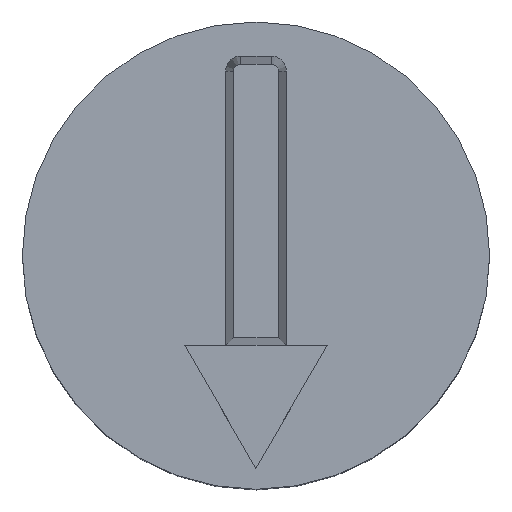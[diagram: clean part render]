
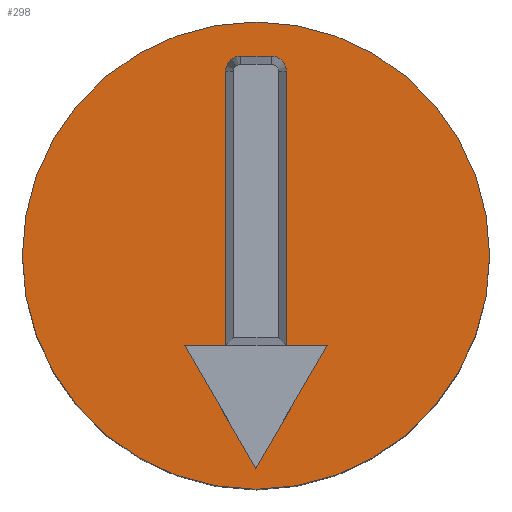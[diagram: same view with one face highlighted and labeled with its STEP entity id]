
A CAD part, top view. The second image highlights one B-rep face of the part: STEP entity #298.
In plain terms, the highlighted planar face has unit normal (0, 0, 1).
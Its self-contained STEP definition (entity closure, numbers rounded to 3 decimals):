
#22=FACE_BOUND('',#61,.T.);
#24=CIRCLE('',#341,2.3);
#25=CIRCLE('',#342,0.15);
#26=CIRCLE('',#343,0.15);
#41=FACE_OUTER_BOUND('',#60,.T.);
#60=EDGE_LOOP('',(#217));
#61=EDGE_LOOP('',(#218,#219,#220,#221,#222,#223,#224,#225,#226));
#77=LINE('',#466,#105);
#81=LINE('',#475,#109);
#83=LINE('',#478,#111);
#86=LINE('',#483,#114);
#88=LINE('',#490,#116);
#89=LINE('',#494,#117);
#90=LINE('',#497,#118);
#105=VECTOR('',#372,10.);
#109=VECTOR('',#378,10.);
#111=VECTOR('',#380,10.);
#114=VECTOR('',#385,10.);
#116=VECTOR('',#393,10.);
#117=VECTOR('',#396,10.);
#118=VECTOR('',#399,10.);
#133=VERTEX_POINT('',#464);
#134=VERTEX_POINT('',#465);
#137=VERTEX_POINT('',#473);
#138=VERTEX_POINT('',#474);
#139=VERTEX_POINT('',#476);
#141=VERTEX_POINT('',#487);
#142=VERTEX_POINT('',#489);
#143=VERTEX_POINT('',#491);
#144=VERTEX_POINT('',#493);
#145=VERTEX_POINT('',#495);
#159=EDGE_CURVE('',#133,#134,#77,.T.);
#163=EDGE_CURVE('',#137,#138,#81,.T.);
#165=EDGE_CURVE('',#134,#139,#83,.T.);
#168=EDGE_CURVE('',#138,#133,#86,.T.);
#170=EDGE_CURVE('',#141,#141,#24,.T.);
#171=EDGE_CURVE('',#139,#142,#88,.T.);
#172=EDGE_CURVE('',#142,#143,#25,.T.);
#173=EDGE_CURVE('',#143,#144,#89,.T.);
#174=EDGE_CURVE('',#144,#145,#26,.T.);
#175=EDGE_CURVE('',#145,#137,#90,.T.);
#217=ORIENTED_EDGE('',*,*,#170,.F.);
#218=ORIENTED_EDGE('',*,*,#163,.T.);
#219=ORIENTED_EDGE('',*,*,#168,.T.);
#220=ORIENTED_EDGE('',*,*,#159,.T.);
#221=ORIENTED_EDGE('',*,*,#165,.T.);
#222=ORIENTED_EDGE('',*,*,#171,.T.);
#223=ORIENTED_EDGE('',*,*,#172,.T.);
#224=ORIENTED_EDGE('',*,*,#173,.T.);
#225=ORIENTED_EDGE('',*,*,#174,.T.);
#226=ORIENTED_EDGE('',*,*,#175,.T.);
#286=PLANE('',#340);
#298=ADVANCED_FACE('',(#41,#22),#286,.F.);
#340=AXIS2_PLACEMENT_3D('',#486,#389,#390);
#341=AXIS2_PLACEMENT_3D('',#488,#391,#392);
#342=AXIS2_PLACEMENT_3D('',#492,#394,#395);
#343=AXIS2_PLACEMENT_3D('',#496,#397,#398);
#372=DIRECTION('',(-0.5,0.866,0.));
#378=DIRECTION('',(1.,0.,0.));
#380=DIRECTION('',(1.,0.,0.));
#385=DIRECTION('',(-0.502,-0.865,0.));
#389=DIRECTION('center_axis',(0.,0.,-1.));
#390=DIRECTION('ref_axis',(-1.,0.,0.));
#391=DIRECTION('center_axis',(0.,0.,-1.));
#392=DIRECTION('ref_axis',(-1.,0.,0.));
#393=DIRECTION('',(0.,1.,0.));
#394=DIRECTION('center_axis',(0.,0.,-1.));
#395=DIRECTION('ref_axis',(0.,-1.,0.));
#396=DIRECTION('',(1.,0.,0.));
#397=DIRECTION('center_axis',(0.,0.,-1.));
#398=DIRECTION('ref_axis',(-1.,0.,0.));
#399=DIRECTION('',(0.,-1.,0.));
#464=CARTESIAN_POINT('',(-0.002,-2.094,4.));
#465=CARTESIAN_POINT('',(-0.7,-0.885,4.));
#466=CARTESIAN_POINT('',(-0.804,-0.705,4.));
#473=CARTESIAN_POINT('',(0.3,-0.885,4.));
#474=CARTESIAN_POINT('',(0.7,-0.885,4.));
#475=CARTESIAN_POINT('',(0.35,-0.885,4.));
#476=CARTESIAN_POINT('',(-0.3,-0.885,4.));
#478=CARTESIAN_POINT('',(0.35,-0.885,4.));
#483=CARTESIAN_POINT('',(0.453,-1.311,4.));
#486=CARTESIAN_POINT('Origin',(0.,0.,4.));
#487=CARTESIAN_POINT('',(2.3,0.,4.));
#488=CARTESIAN_POINT('Origin',(0.,0.,4.));
#489=CARTESIAN_POINT('',(-0.3,1.815,4.));
#490=CARTESIAN_POINT('',(-0.3,0.908,4.));
#491=CARTESIAN_POINT('',(-0.15,1.965,4.));
#492=CARTESIAN_POINT('Origin',(-0.15,1.815,4.));
#493=CARTESIAN_POINT('',(0.15,1.965,4.));
#494=CARTESIAN_POINT('',(0.075,1.965,4.));
#495=CARTESIAN_POINT('',(0.3,1.815,4.));
#496=CARTESIAN_POINT('Origin',(0.15,1.815,4.));
#497=CARTESIAN_POINT('',(0.3,-0.442,4.));
